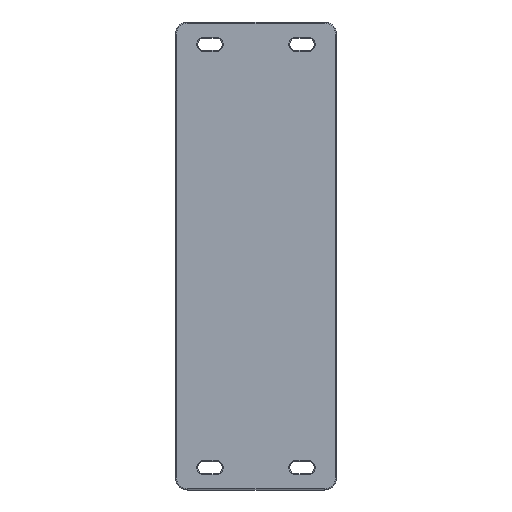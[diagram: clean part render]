
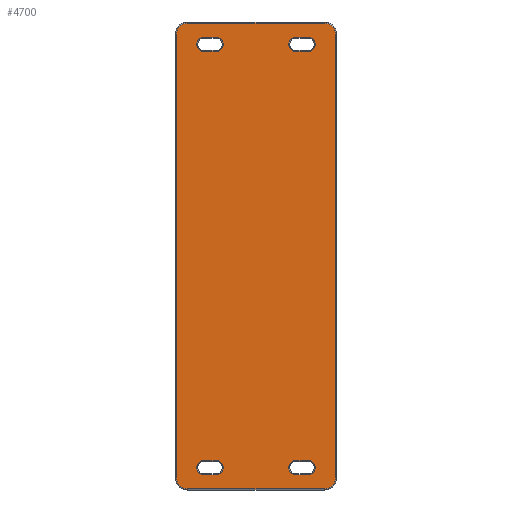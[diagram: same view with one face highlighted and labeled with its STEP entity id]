
A CAD part, front view. The second image highlights one B-rep face of the part: STEP entity #4700.
In plain terms, the highlighted planar face has unit normal (0, -1, 0).
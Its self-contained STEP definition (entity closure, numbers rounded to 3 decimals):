
#129 = VERTEX_POINT('',#130);
#130 = CARTESIAN_POINT('',(-19.464,-3.,66.375));
#139 = VERTEX_POINT('',#140);
#140 = CARTESIAN_POINT('',(-22.7,-3.,63.139));
#147 = EDGE_CURVE('',#129,#139,#148,.T.);
#148 = CIRCLE('',#149,3.236);
#149 = AXIS2_PLACEMENT_3D('',#150,#151,#152);
#150 = CARTESIAN_POINT('',(-19.464,-3.,63.139));
#151 = DIRECTION('',(0.,-1.,0.));
#152 = DIRECTION('',(0.,0.,1.));
#4481 = VERTEX_POINT('',#4482);
#4482 = CARTESIAN_POINT('',(19.464,-3.,66.375));
#4489 = EDGE_CURVE('',#4481,#129,#4490,.T.);
#4490 = LINE('',#4491,#4492);
#4491 = CARTESIAN_POINT('',(19.464,-3.,66.375));
#4492 = VECTOR('',#4493,1.);
#4493 = DIRECTION('',(-1.,0.,0.));
#4700 = ADVANCED_FACE('',(#4701,#4754,#4790,#4826,#4862),#4898,.F.);
#4701 = FACE_BOUND('',#4702,.F.);
#4702 = EDGE_LOOP('',(#4703,#4704,#4705,#4714,#4722,#4731,#4739,#4748));
#4703 = ORIENTED_EDGE('',*,*,#147,.F.);
#4704 = ORIENTED_EDGE('',*,*,#4489,.F.);
#4705 = ORIENTED_EDGE('',*,*,#4706,.F.);
#4706 = EDGE_CURVE('',#4707,#4481,#4709,.T.);
#4707 = VERTEX_POINT('',#4708);
#4708 = CARTESIAN_POINT('',(22.7,-3.,63.139));
#4709 = CIRCLE('',#4710,3.236);
#4710 = AXIS2_PLACEMENT_3D('',#4711,#4712,#4713);
#4711 = CARTESIAN_POINT('',(19.464,-3.,63.139));
#4712 = DIRECTION('',(0.,-1.,0.));
#4713 = DIRECTION('',(1.,0.,0.));
#4714 = ORIENTED_EDGE('',*,*,#4715,.F.);
#4715 = EDGE_CURVE('',#4716,#4707,#4718,.T.);
#4716 = VERTEX_POINT('',#4717);
#4717 = CARTESIAN_POINT('',(22.7,-3.,-63.139));
#4718 = LINE('',#4719,#4720);
#4719 = CARTESIAN_POINT('',(22.7,-3.,-63.139));
#4720 = VECTOR('',#4721,1.);
#4721 = DIRECTION('',(0.,0.,1.));
#4722 = ORIENTED_EDGE('',*,*,#4723,.F.);
#4723 = EDGE_CURVE('',#4724,#4716,#4726,.T.);
#4724 = VERTEX_POINT('',#4725);
#4725 = CARTESIAN_POINT('',(19.464,-3.,-66.375));
#4726 = CIRCLE('',#4727,3.236);
#4727 = AXIS2_PLACEMENT_3D('',#4728,#4729,#4730);
#4728 = CARTESIAN_POINT('',(19.464,-3.,-63.139));
#4729 = DIRECTION('',(0.,-1.,0.));
#4730 = DIRECTION('',(0.,0.,-1.));
#4731 = ORIENTED_EDGE('',*,*,#4732,.F.);
#4732 = EDGE_CURVE('',#4733,#4724,#4735,.T.);
#4733 = VERTEX_POINT('',#4734);
#4734 = CARTESIAN_POINT('',(-19.464,-3.,-66.375));
#4735 = LINE('',#4736,#4737);
#4736 = CARTESIAN_POINT('',(-19.464,-3.,-66.375));
#4737 = VECTOR('',#4738,1.);
#4738 = DIRECTION('',(1.,0.,0.));
#4739 = ORIENTED_EDGE('',*,*,#4740,.F.);
#4740 = EDGE_CURVE('',#4741,#4733,#4743,.T.);
#4741 = VERTEX_POINT('',#4742);
#4742 = CARTESIAN_POINT('',(-22.7,-3.,-63.139));
#4743 = CIRCLE('',#4744,3.236);
#4744 = AXIS2_PLACEMENT_3D('',#4745,#4746,#4747);
#4745 = CARTESIAN_POINT('',(-19.464,-3.,-63.139));
#4746 = DIRECTION('',(0.,-1.,0.));
#4747 = DIRECTION('',(-1.,0.,0.));
#4748 = ORIENTED_EDGE('',*,*,#4749,.F.);
#4749 = EDGE_CURVE('',#139,#4741,#4750,.T.);
#4750 = LINE('',#4751,#4752);
#4751 = CARTESIAN_POINT('',(-22.7,-3.,63.139));
#4752 = VECTOR('',#4753,1.);
#4753 = DIRECTION('',(0.,0.,-1.));
#4754 = FACE_BOUND('',#4755,.F.);
#4755 = EDGE_LOOP('',(#4756,#4767,#4775,#4784));
#4756 = ORIENTED_EDGE('',*,*,#4757,.T.);
#4757 = EDGE_CURVE('',#4758,#4760,#4762,.T.);
#4758 = VERTEX_POINT('',#4759);
#4759 = CARTESIAN_POINT('',(-14.878,-3.,62.378));
#4760 = VERTEX_POINT('',#4761);
#4761 = CARTESIAN_POINT('',(-14.878,-3.,58.273));
#4762 = CIRCLE('',#4763,2.053);
#4763 = AXIS2_PLACEMENT_3D('',#4764,#4765,#4766);
#4764 = CARTESIAN_POINT('',(-14.878,-3.,60.325));
#4765 = DIRECTION('',(0.,-1.,0.));
#4766 = DIRECTION('',(0.,0.,1.));
#4767 = ORIENTED_EDGE('',*,*,#4768,.T.);
#4768 = EDGE_CURVE('',#4760,#4769,#4771,.T.);
#4769 = VERTEX_POINT('',#4770);
#4770 = CARTESIAN_POINT('',(-11.373,-3.,58.273));
#4771 = LINE('',#4772,#4773);
#4772 = CARTESIAN_POINT('',(-14.878,-3.,58.273));
#4773 = VECTOR('',#4774,1.);
#4774 = DIRECTION('',(1.,0.,0.));
#4775 = ORIENTED_EDGE('',*,*,#4776,.T.);
#4776 = EDGE_CURVE('',#4769,#4777,#4779,.T.);
#4777 = VERTEX_POINT('',#4778);
#4778 = CARTESIAN_POINT('',(-11.373,-3.,62.378));
#4779 = CIRCLE('',#4780,2.053);
#4780 = AXIS2_PLACEMENT_3D('',#4781,#4782,#4783);
#4781 = CARTESIAN_POINT('',(-11.373,-3.,60.325));
#4782 = DIRECTION('',(0.,-1.,0.));
#4783 = DIRECTION('',(0.,0.,-1.));
#4784 = ORIENTED_EDGE('',*,*,#4785,.T.);
#4785 = EDGE_CURVE('',#4777,#4758,#4786,.T.);
#4786 = LINE('',#4787,#4788);
#4787 = CARTESIAN_POINT('',(-11.373,-3.,62.378));
#4788 = VECTOR('',#4789,1.);
#4789 = DIRECTION('',(-1.,0.,0.));
#4790 = FACE_BOUND('',#4791,.F.);
#4791 = EDGE_LOOP('',(#4792,#4803,#4811,#4820));
#4792 = ORIENTED_EDGE('',*,*,#4793,.T.);
#4793 = EDGE_CURVE('',#4794,#4796,#4798,.T.);
#4794 = VERTEX_POINT('',#4795);
#4795 = CARTESIAN_POINT('',(14.878,-3.,58.273));
#4796 = VERTEX_POINT('',#4797);
#4797 = CARTESIAN_POINT('',(14.878,-3.,62.378));
#4798 = CIRCLE('',#4799,2.053);
#4799 = AXIS2_PLACEMENT_3D('',#4800,#4801,#4802);
#4800 = CARTESIAN_POINT('',(14.877,-3.,60.325));
#4801 = DIRECTION('',(0.,-1.,0.));
#4802 = DIRECTION('',(0.,0.,-1.));
#4803 = ORIENTED_EDGE('',*,*,#4804,.T.);
#4804 = EDGE_CURVE('',#4796,#4805,#4807,.T.);
#4805 = VERTEX_POINT('',#4806);
#4806 = CARTESIAN_POINT('',(11.373,-3.,62.378));
#4807 = LINE('',#4808,#4809);
#4808 = CARTESIAN_POINT('',(14.878,-3.,62.378));
#4809 = VECTOR('',#4810,1.);
#4810 = DIRECTION('',(-1.,0.,0.));
#4811 = ORIENTED_EDGE('',*,*,#4812,.T.);
#4812 = EDGE_CURVE('',#4805,#4813,#4815,.T.);
#4813 = VERTEX_POINT('',#4814);
#4814 = CARTESIAN_POINT('',(11.373,-3.,58.273));
#4815 = CIRCLE('',#4816,2.053);
#4816 = AXIS2_PLACEMENT_3D('',#4817,#4818,#4819);
#4817 = CARTESIAN_POINT('',(11.373,-3.,60.325));
#4818 = DIRECTION('',(0.,-1.,0.));
#4819 = DIRECTION('',(0.,0.,1.));
#4820 = ORIENTED_EDGE('',*,*,#4821,.T.);
#4821 = EDGE_CURVE('',#4813,#4794,#4822,.T.);
#4822 = LINE('',#4823,#4824);
#4823 = CARTESIAN_POINT('',(11.373,-3.,58.273));
#4824 = VECTOR('',#4825,1.);
#4825 = DIRECTION('',(1.,0.,0.));
#4826 = FACE_BOUND('',#4827,.F.);
#4827 = EDGE_LOOP('',(#4828,#4839,#4847,#4856));
#4828 = ORIENTED_EDGE('',*,*,#4829,.T.);
#4829 = EDGE_CURVE('',#4830,#4832,#4834,.T.);
#4830 = VERTEX_POINT('',#4831);
#4831 = CARTESIAN_POINT('',(14.877,-3.,-62.377));
#4832 = VERTEX_POINT('',#4833);
#4833 = CARTESIAN_POINT('',(14.877,-3.,-58.273));
#4834 = CIRCLE('',#4835,2.053);
#4835 = AXIS2_PLACEMENT_3D('',#4836,#4837,#4838);
#4836 = CARTESIAN_POINT('',(14.878,-3.,-60.325));
#4837 = DIRECTION('',(0.,-1.,0.));
#4838 = DIRECTION('',(0.,0.,
    -1.));
#4839 = ORIENTED_EDGE('',*,*,#4840,.T.);
#4840 = EDGE_CURVE('',#4832,#4841,#4843,.T.);
#4841 = VERTEX_POINT('',#4842);
#4842 = CARTESIAN_POINT('',(11.373,-3.,-58.273));
#4843 = LINE('',#4844,#4845);
#4844 = CARTESIAN_POINT('',(14.878,-3.,-58.273));
#4845 = VECTOR('',#4846,1.);
#4846 = DIRECTION('',(-1.,0.,0.));
#4847 = ORIENTED_EDGE('',*,*,#4848,.T.);
#4848 = EDGE_CURVE('',#4841,#4849,#4851,.T.);
#4849 = VERTEX_POINT('',#4850);
#4850 = CARTESIAN_POINT('',(11.371,-3.,-62.377));
#4851 = CIRCLE('',#4852,2.053);
#4852 = AXIS2_PLACEMENT_3D('',#4853,#4854,#4855);
#4853 = CARTESIAN_POINT('',(11.378,-3.,-60.325));
#4854 = DIRECTION('',(0.,-1.,0.));
#4855 = DIRECTION('',(-0.003,0.,
    1.));
#4856 = ORIENTED_EDGE('',*,*,#4857,.T.);
#4857 = EDGE_CURVE('',#4849,#4830,#4858,.T.);
#4858 = LINE('',#4859,#4860);
#4859 = CARTESIAN_POINT('',(11.373,-3.,-62.378));
#4860 = VECTOR('',#4861,1.);
#4861 = DIRECTION('',(1.,0.,0.));
#4862 = FACE_BOUND('',#4863,.F.);
#4863 = EDGE_LOOP('',(#4864,#4875,#4883,#4892));
#4864 = ORIENTED_EDGE('',*,*,#4865,.T.);
#4865 = EDGE_CURVE('',#4866,#4868,#4870,.T.);
#4866 = VERTEX_POINT('',#4867);
#4867 = CARTESIAN_POINT('',(-14.877,-3.,-58.273));
#4868 = VERTEX_POINT('',#4869);
#4869 = CARTESIAN_POINT('',(-14.877,-3.,-62.377));
#4870 = CIRCLE('',#4871,2.053);
#4871 = AXIS2_PLACEMENT_3D('',#4872,#4873,#4874);
#4872 = CARTESIAN_POINT('',(-14.878,-3.,-60.325));
#4873 = DIRECTION('',(0.,-1.,0.));
#4874 = DIRECTION('',(0.,0.,
    1.));
#4875 = ORIENTED_EDGE('',*,*,#4876,.T.);
#4876 = EDGE_CURVE('',#4868,#4877,#4879,.T.);
#4877 = VERTEX_POINT('',#4878);
#4878 = CARTESIAN_POINT('',(-11.373,-3.,-62.378));
#4879 = LINE('',#4880,#4881);
#4880 = CARTESIAN_POINT('',(-14.878,-3.,-62.378));
#4881 = VECTOR('',#4882,1.);
#4882 = DIRECTION('',(1.,0.,0.));
#4883 = ORIENTED_EDGE('',*,*,#4884,.T.);
#4884 = EDGE_CURVE('',#4877,#4885,#4887,.T.);
#4885 = VERTEX_POINT('',#4886);
#4886 = CARTESIAN_POINT('',(-11.371,-3.,-58.273));
#4887 = CIRCLE('',#4888,2.053);
#4888 = AXIS2_PLACEMENT_3D('',#4889,#4890,#4891);
#4889 = CARTESIAN_POINT('',(-11.378,-3.,-60.325));
#4890 = DIRECTION('',(0.,-1.,0.));
#4891 = DIRECTION('',(0.003,0.,
    -1.));
#4892 = ORIENTED_EDGE('',*,*,#4893,.T.);
#4893 = EDGE_CURVE('',#4885,#4866,#4894,.T.);
#4894 = LINE('',#4895,#4896);
#4895 = CARTESIAN_POINT('',(-11.373,-3.,-58.273));
#4896 = VECTOR('',#4897,1.);
#4897 = DIRECTION('',(-1.,0.,0.));
#4898 = PLANE('',#4899);
#4899 = AXIS2_PLACEMENT_3D('',#4900,#4901,#4902);
#4900 = CARTESIAN_POINT('',(0.,-3.,0.002)
  );
#4901 = DIRECTION('',(0.,1.,0.));
#4902 = DIRECTION('',(0.,0.,1.));
